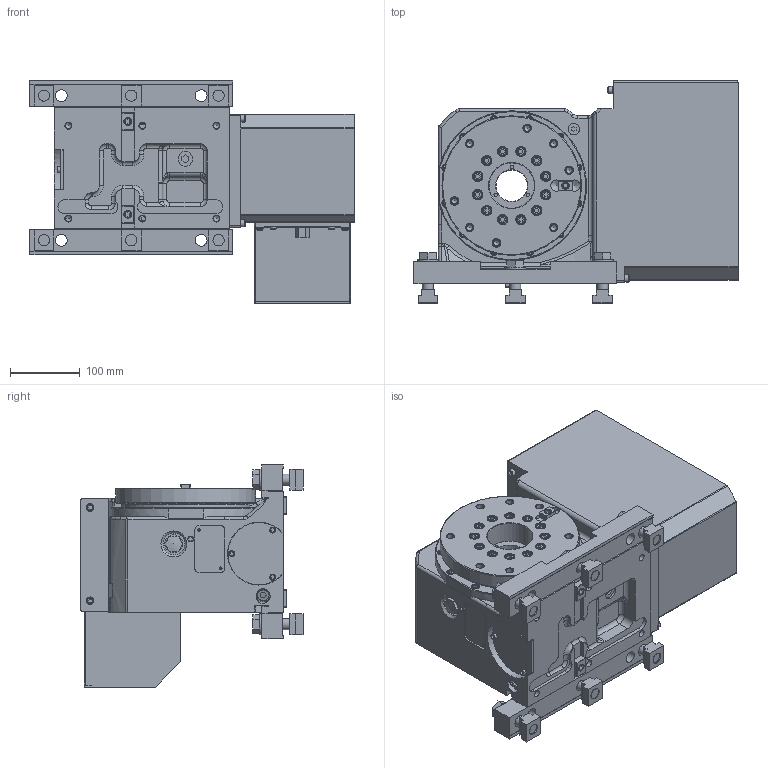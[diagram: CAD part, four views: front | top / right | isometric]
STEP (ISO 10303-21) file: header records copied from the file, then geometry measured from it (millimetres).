
FILE_DESCRIPTION(/* description */ ('Unknown'),/* implementation_level */ '2;1');
FILE_NAME(/* name */ 'GT200RAE07(61E2786490)',/* time_stamp */ '2019-05-03T16:48:10+01:00',/* author */ ('Unknown'),/* organization */ ('Unknown'),/* preprocessor_version */ 'ST-DEVELOPER v16.7',/* originating_system */ 'DEX',/* authorisation */ $);
FILE_SCHEMA (('AUTOMOTIVE_DESIGN {1 0 10303 214 3 1 1}'));
Length unit declared in the file: millimetre
Products named in the file (1): GT200RAE07(61E2786490)
Bounding box: 464 x 318 x 318 mm (x, y, z)
Volume: 18113253.2 mm3; surface area: 863698.2 mm2
Topology: 1 solids, 8 shells, 1432 faces, 3366 edges, 2184 vertices
Faces by surface type: plane 922, cylinder 331, cone 112, torus 41, bspline 20, sphere 6
Full cylindrical faces by diameter (mm): 4 x2, 5 x7, 6 x16, 6.6 x2, 8.09 x1, 8.5 x21, 8.56 x1, 9 x8, 10 x51, 10.2 x4, 10.7 x2, 11 x27, 12 x4, 12.5 x1, 13 x12, 13.157 x2, 13.8 x1, 14 x13, 16 x14, 16.6 x1, 16.66 x2, 17 x10, 20 x4, 20.95 x2, 21 x2, 26 x1, 30 x6, 31 x1, 34 x1, 45 x1
Entity records: 48364 total; most frequent: CARTESIAN_POINT 6927, DIRECTION 6503, ORIENTED_EDGE 5768, EDGE_CURVE 2884, AXIS2_PLACEMENT_3D 2260, VERTEX_POINT 2081, FACE_BOUND 2081, EDGE_LOOP 2055
